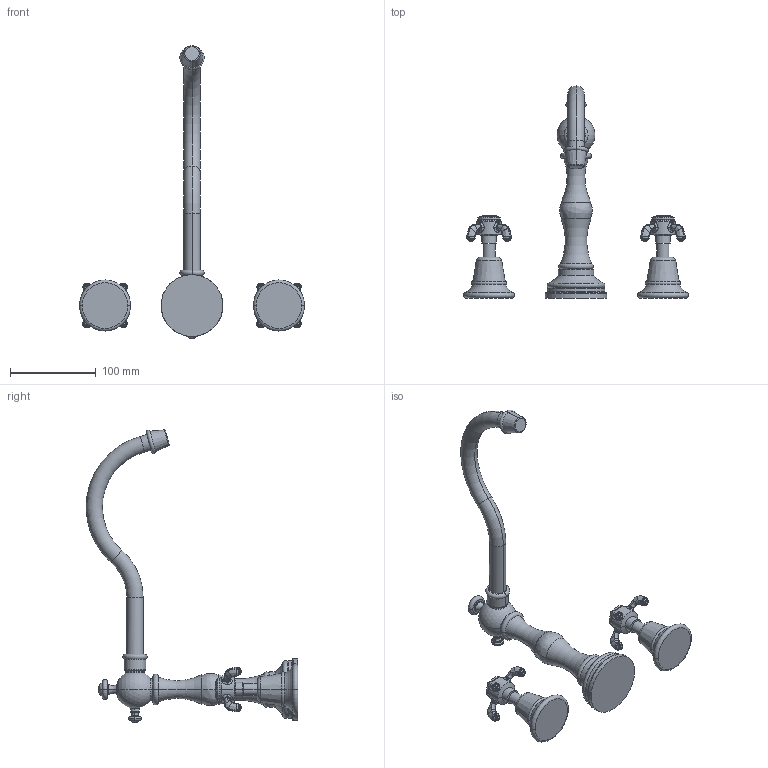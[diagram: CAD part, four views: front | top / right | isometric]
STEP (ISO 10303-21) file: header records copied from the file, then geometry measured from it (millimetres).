
FILE_DESCRIPTION((''),'2;1');
FILE_NAME('3-1686_SW0001','2010-11-02T',('project'),(''),'PRO/ENGINEER BY PARAMETRIC TECHNOLOGY CORPORATION, 2009300','PRO/ENGINEER BY PARAMETRIC TECHNOLOGY CORPORATION, 2009300','');
FILE_SCHEMA(('CONFIG_CONTROL_DESIGN'));
Products named in the file (1): 3-1686_SW0001
Bounding box: 262.88 x 247.51 x 341.43 mm (x, y, z)
Surface area: 101373.9 mm2 (no closed solid volume)
Topology: 0 solids, 84 shells, 712 faces, 2315 edges, 1617 vertices
Faces by surface type: bspline 447, cylinder 90, torus 64, sphere 56, plane 28, cone 26, extrusion 1
Entity records: 43828 total; most frequent: CARTESIAN_POINT 27854, ORIENTED_EDGE 3495, DIRECTION 2271, EDGE_CURVE 2263, VERTEX_POINT 1617, B_SPLINE_CURVE_WITH_KNOTS 1326, AXIS2_PLACEMENT_3D 1068, CIRCLE 804
